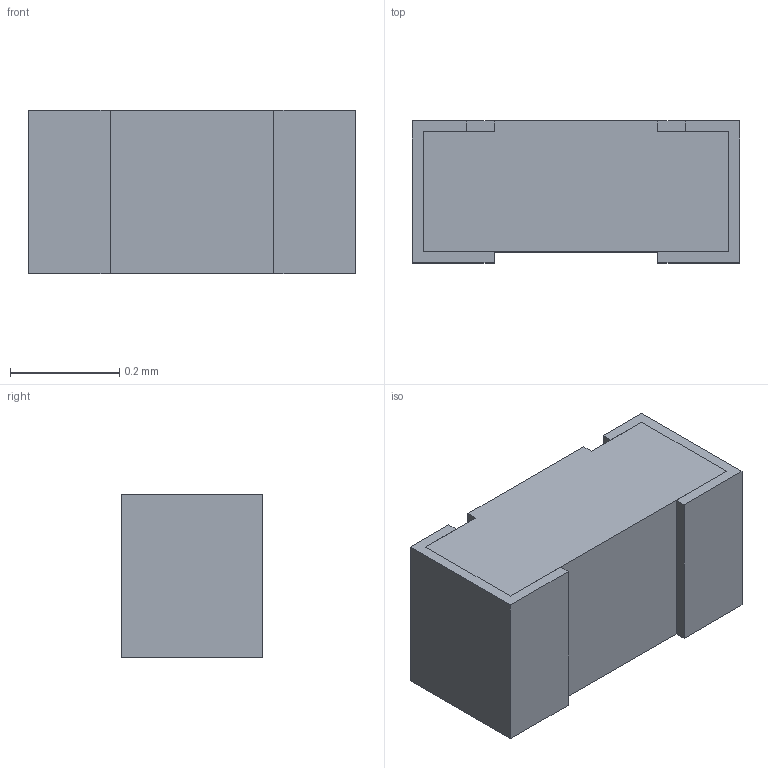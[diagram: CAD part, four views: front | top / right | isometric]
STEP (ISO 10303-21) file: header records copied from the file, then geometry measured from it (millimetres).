
FILE_DESCRIPTION(/* description */ (''),/* implementation_level */ '2;1');
FILE_NAME(/* name */ '',/* time_stamp */ '',/* author */ (''),/* organization */ (''),/* preprocessor_version */ '',/* originating_system */ '',/* authorisation */ '');
FILE_SCHEMA (('AUTOMOTIVE_DESIGN { 1 0 10303 214 3 1 1 }'));
Length unit declared in the file: millimetre
Products named in the file (3): 0402 Resistor; 0201 Resistor_Body; 0201 Resistor_Electrode
Assembly tree (3 placements, depth 2):
  0402 Resistor
    0201 Resistor_Body
    0201 Resistor_Electrode  x2
Bounding box: 0.6 x 0.26 x 0.3 mm (x, y, z)
Volume: 0 mm3; surface area: 1.4 mm2
Topology: 3 solids, 3 shells, 84 faces, 216 edges, 144 vertices
Faces by surface type: plane 53, bspline 30, cylinder 1
Entity records: 2484 total; most frequent: CARTESIAN_POINT 878, ORIENTED_EDGE 360, DIRECTION 210, EDGE_CURVE 180, VERTEX_POINT 120, LINE 118, VECTOR 118, EDGE_LOOP 76
